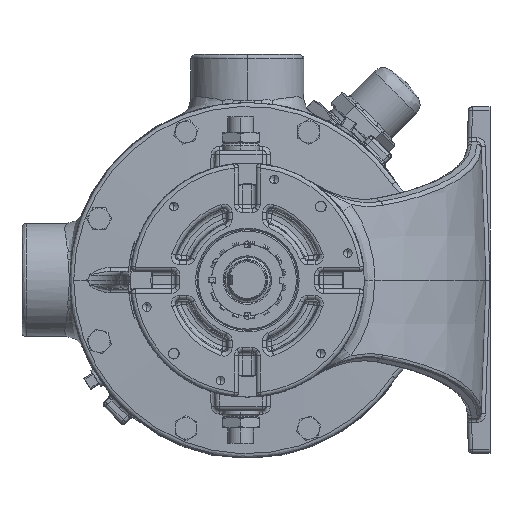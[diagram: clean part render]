
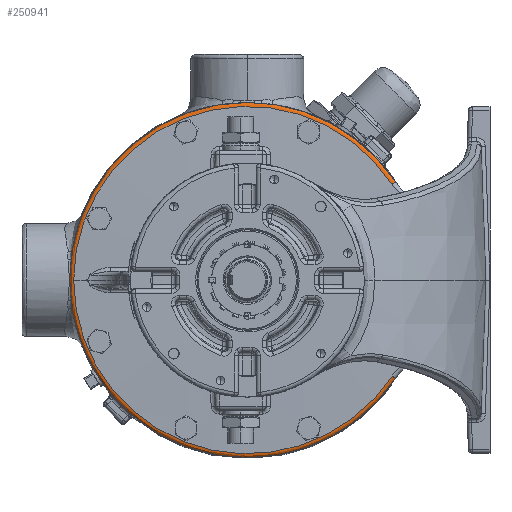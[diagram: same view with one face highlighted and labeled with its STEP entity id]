
A CAD part, left-side view. The second image highlights one B-rep face of the part: STEP entity #250941.
In plain terms, the highlighted free-form (B-spline) face has degree [3, 3] with [4, 7] control points.
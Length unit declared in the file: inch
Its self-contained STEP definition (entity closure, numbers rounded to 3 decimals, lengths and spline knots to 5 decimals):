
#1259 = CARTESIAN_POINT ( 'NONE',  ( -0.62404, -4.17571, 2.76684 ) ) ;
#2283 = CARTESIAN_POINT ( 'NONE',  ( -0.62166, 5.07751, 6.16629 ) ) ;
#3314 = CARTESIAN_POINT ( 'NONE',  ( -0.50412, -0.83444, 8.01916 ) ) ;
#5375 = CARTESIAN_POINT ( 'NONE',  ( -0.62404, 0., 0. ) ) ;
#11919 = ORIENTED_EDGE ( 'NONE', *, *, #92856, .F. ) ;
#15700 = AXIS2_PLACEMENT_3D ( 'NONE', #96272, #260441, #119852 ) ;
#16859 = DIRECTION ( 'NONE',  ( 0., -0.552, -0.834 ) ) ;
#18397 = ORIENTED_EDGE ( 'NONE', *, *, #232502, .F. ) ;
#21027 = AXIS2_PLACEMENT_3D ( 'NONE', #157584, #16859, #181217 ) ;
#25917 = CARTESIAN_POINT ( 'NONE',  ( -0.62166, 5.07751, -6.16629 ) ) ;
#26941 = CARTESIAN_POINT ( 'NONE',  ( -0.50412, 5.125, 0. ) ) ;
#29024 = DIRECTION ( 'NONE',  ( 0., -1., 0. ) ) ;
#29841 = DIRECTION ( 'NONE',  ( 1., 0., 0. ) ) ;
#42692 = CARTESIAN_POINT ( 'NONE',  ( -0.50412, -4.27226, -2.8308 ) ) ;
#45260 = DIRECTION ( 'NONE',  ( 1., 0., 0. ) ) ;
#49538 = CARTESIAN_POINT ( 'NONE',  ( -0.62166, -4.23267, -2.80457 ) ) ;
#50548 = CARTESIAN_POINT ( 'NONE',  ( -0.50412, -0.83444, -8.01916 ) ) ;
#60627 = EDGE_LOOP ( 'NONE', ( #89318, #161512, #193338, #249817, #18397, #11919, #182649 ) ) ;
#61766 = VERTEX_POINT ( 'NONE', #209833 ) ;
#70690 = EDGE_CURVE ( 'NONE', #297202, #190787, #178057, .T. ) ;
#72116 = CARTESIAN_POINT ( 'NONE',  ( -0.62404, 5.00919, 6.08331 ) ) ;
#73117 = CARTESIAN_POINT ( 'NONE',  ( -0.57248, -0.83444, 8.01916 ) ) ;
#73302 = EDGE_CURVE ( 'NONE', #236820, #275710, #215027, .T. ) ;
#77296 = EDGE_CURVE ( 'NONE', #275710, #297202, #304076, .T. ) ;
#84006 = DIRECTION ( 'NONE',  ( 1., 0., 0. ) ) ;
#89318 = ORIENTED_EDGE ( 'NONE', *, *, #73302, .T. ) ;
#92856 = EDGE_CURVE ( 'NONE', #135697, #119430, #269378, .T. ) ;
#95820 = CARTESIAN_POINT ( 'NONE',  ( -0.62404, 5.00919, -6.08331 ) ) ;
#96272 = CARTESIAN_POINT ( 'NONE',  ( -0.50412, -4.17222, -2.76452 ) ) ;
#96820 = CARTESIAN_POINT ( 'NONE',  ( -0.57248, 5.125, 0. ) ) ;
#108660 = CARTESIAN_POINT ( 'NONE',  ( -0.50412, 0., -5.125 ) ) ;
#113633 = CARTESIAN_POINT ( 'NONE',  ( -0.62404, 5.00919, 0. ) ) ;
#119022 = CIRCLE ( 'NONE', #274016, 5.125 ) ;
#119408 = CARTESIAN_POINT ( 'NONE',  ( -0.62404, -4.17571, -2.76684 ) ) ;
#119430 = VERTEX_POINT ( 'NONE', #271057 ) ;
#119852 = DIRECTION ( 'NONE',  ( 0., -0.834, -0.552 ) ) ;
#120063 = EDGE_CURVE ( 'NONE', #236820, #135697, #119022, .T. ) ;
#120417 = CARTESIAN_POINT ( 'NONE',  ( -0.57248, -0.83444, -8.01916 ) ) ;
#122011 = CARTESIAN_POINT ( 'NONE',  ( -0.50412, 0., 0. ) ) ;
#130396 = EDGE_CURVE ( 'NONE', #61766, #190787, #256495, .T. ) ;
#133747 = CARTESIAN_POINT ( 'NONE',  ( -0.62404, -4.17571, 2.76684 ) ) ;
#135697 = VERTEX_POINT ( 'NONE', #108660 ) ;
#142995 = CARTESIAN_POINT ( 'NONE',  ( -0.62166, -0.82671, 7.94486 ) ) ;
#144026 = CARTESIAN_POINT ( 'NONE',  ( -0.50412, -4.27226, 2.8308 ) ) ;
#145622 = DIRECTION ( 'NONE',  ( 0., 0., -1. ) ) ;
#146033 = CARTESIAN_POINT ( 'NONE',  ( -0.62404, -4.17571, -2.76684 ) ) ;
#157584 = CARTESIAN_POINT ( 'NONE',  ( -0.50412, -4.17222, 2.76452 ) ) ;
#161512 = ORIENTED_EDGE ( 'NONE', *, *, #77296, .T. ) ;
#166635 = CARTESIAN_POINT ( 'NONE',  ( -0.62166, 5.07751, 0. ) ) ;
#167645 = CARTESIAN_POINT ( 'NONE',  ( -0.50412, 5.125, 6.22396 ) ) ;
#169735 = DIRECTION ( 'NONE',  ( 1., 0., 0. ) ) ;
#170557 = CARTESIAN_POINT ( 'NONE',  ( -0.50412, 0., 0. ) ) ;
#175566 = AXIS2_PLACEMENT_3D ( 'NONE', #170557, #29841, #194107 ) ;
#178057 = CIRCLE ( 'NONE', #304266, 5.00919 ) ;
#181217 = DIRECTION ( 'NONE',  ( 0., 0.834, -0.552 ) ) ;
#182649 = ORIENTED_EDGE ( 'NONE', *, *, #120063, .F. ) ;
#185963 = CARTESIAN_POINT ( 'NONE',  ( -0.62404, 0., 0. ) ) ;
#190198 = CARTESIAN_POINT ( 'NONE',  ( -0.62166, -0.82671, -7.94486 ) ) ;
#190787 = VERTEX_POINT ( 'NONE', #133747 ) ;
#191239 = CARTESIAN_POINT ( 'NONE',  ( -0.50412, 5.125, -6.22396 ) ) ;
#193338 = ORIENTED_EDGE ( 'NONE', *, *, #70690, .T. ) ;
#194107 = DIRECTION ( 'NONE',  ( 0., 0., -1. ) ) ;
#198179 = CIRCLE ( 'NONE', #213807, 5.125 ) ;
#207328 = FACE_OUTER_BOUND ( 'NONE', #60627, .T. ) ;
#209616 = DIRECTION ( 'NONE',  ( 0., -1., 0. ) ) ;
#209833 = CARTESIAN_POINT ( 'NONE',  ( -0.50412, -4.27226, 2.8308 ) ) ;
#213807 = AXIS2_PLACEMENT_3D ( 'NONE', #122011, #286082, #145622 ) ;
#213837 = CARTESIAN_POINT ( 'NONE',  ( -0.57248, -4.27226, 2.8308 ) ) ;
#214866 = CARTESIAN_POINT ( 'NONE',  ( -0.50412, -4.27226, -2.8308 ) ) ;
#215027 = CIRCLE ( 'NONE', #15700, 0.12 ) ;
#224625 = CARTESIAN_POINT ( 'NONE',  ( -0.50412, 0., 0. ) ) ;
#227068 = AXIS2_PLACEMENT_3D ( 'NONE', #185963, #45260, #209616 ) ;
#232502 = EDGE_CURVE ( 'NONE', #119430, #61766, #198179, .T. ) ;
#233358 = CARTESIAN_POINT ( 'NONE',  ( -0.62404, -0.81558, 7.83795 ) ) ;
#236428 = CARTESIAN_POINT ( 'NONE',  ( -0.62404, 5.00919, 0. ) ) ;
#236820 = VERTEX_POINT ( 'NONE', #42692 ) ;
#237436 = CARTESIAN_POINT ( 'NONE',  ( -0.57248, 5.125, 6.22396 ) ) ;
#248208 = DIRECTION ( 'NONE',  ( 0., 0., -1. ) ) ;
#249817 = ORIENTED_EDGE ( 'NONE', *, *, #130396, .F. ) ;
#250941 = ADVANCED_FACE ( 'Defeatured_0_3147', ( #207328 ), #265338, .T. ) ;
#256495 = CIRCLE ( 'NONE', #21027, 0.12 ) ;
#259998 = CARTESIAN_POINT ( 'NONE',  ( -0.62404, -0.81558, -7.83795 ) ) ;
#260441 = DIRECTION ( 'NONE',  ( 0., 0.552, -0.834 ) ) ;
#261014 = CARTESIAN_POINT ( 'NONE',  ( -0.57248, 5.125, -6.22396 ) ) ;
#265338 =( BOUNDED_SURFACE ( )  B_SPLINE_SURFACE ( 3, 3, ( 
 ( #1259, #233358, #72116, #236428, #95820, #259998, #119408 ),
 ( #283466, #142995, #2283, #166635, #25917, #190198, #49538 ),
 ( #213837, #73117, #237436, #96820, #261014, #120417, #284469 ),
 ( #144026, #3314, #167645, #26941, #191239, #50548, #214866 ) ),
 .UNSPECIFIED., .F., .F., .F. ) 
 B_SPLINE_SURFACE_WITH_KNOTS ( ( 4, 4 ),
 ( 4, 3, 4 ),
 ( 0., 1. ),
 ( 0., 0.5, 1. ),
 .UNSPECIFIED. ) 
 GEOMETRIC_REPRESENTATION_ITEM ( )  RATIONAL_B_SPLINE_SURFACE ( (
 ( 1., 0.526, 0.526, 1., 0.526, 0.526, 1.),
 ( 0.813, 0.427, 0.427, 0.813, 0.427, 0.427, 0.813),
 ( 0.813, 0.427, 0.427, 0.813, 0.427, 0.427, 0.813),
 ( 1., 0.526, 0.526, 1., 0.526, 0.526, 1.) ) ) 
 REPRESENTATION_ITEM ( '' )  SURFACE ( )  );
#269378 = CIRCLE ( 'NONE', #175566, 5.125 ) ;
#271057 = CARTESIAN_POINT ( 'NONE',  ( -0.50412, 0., 5.125 ) ) ;
#274016 = AXIS2_PLACEMENT_3D ( 'NONE', #224625, #84006, #248208 ) ;
#275710 = VERTEX_POINT ( 'NONE', #146033 ) ;
#283466 = CARTESIAN_POINT ( 'NONE',  ( -0.62166, -4.23267, 2.80457 ) ) ;
#284469 = CARTESIAN_POINT ( 'NONE',  ( -0.57248, -4.27226, -2.8308 ) ) ;
#286082 = DIRECTION ( 'NONE',  ( 1., 0., 0. ) ) ;
#297202 = VERTEX_POINT ( 'NONE', #113633 ) ;
#304076 = CIRCLE ( 'NONE', #227068, 5.00919 ) ;
#304266 = AXIS2_PLACEMENT_3D ( 'NONE', #5375, #169735, #29024 ) ;
